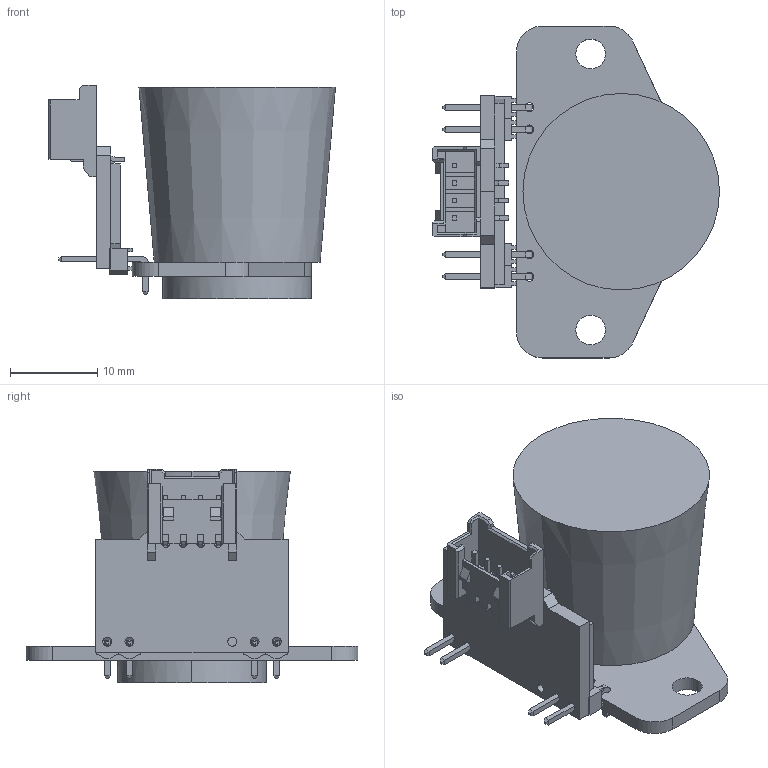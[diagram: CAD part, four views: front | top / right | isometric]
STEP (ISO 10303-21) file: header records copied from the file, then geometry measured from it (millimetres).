
FILE_DESCRIPTION (( 'STEP AP214' ), '1' );
FILE_NAME ('BeaconDAssemblyMolexRightFinal.STEP', '2023-02-21T22:55:40', ( '' ), ( '' ), 'SwSTEP 2.0', 'SolidWorks 2022', '' );
FILE_SCHEMA (( 'AUTOMOTIVE_DESIGN' ));
Length unit declared in the file: millimetre
Products named in the file (10): 353630460_RGB8421504-Part-2; Free-Models; BeaconDAssembly_Controller_PCB; 353630460_RGB8421504; T-1S6-08-TSW-1-08-1-RA-S; BeaconDAssembly_Coil_PCB; BeaconDAssemblyMolexRightFinal; TSW-101-08-G-S-RA_body; TSW-101-08-G-S-RA; 353630460_RGB8421504-Part-1
Assembly tree (11 placements, depth 4):
  BeaconDAssemblyMolexRightFinal
    Free-Models
      353630460_RGB8421504
        353630460_RGB8421504-Part-2
      TSW-101-08-G-S-RA  x4
        TSW-101-08-G-S-RA_body
        T-1S6-08-TSW-1-08-1-RA-S
    BeaconDAssembly_Coil_PCB
    BeaconDAssembly_Controller_PCB
  353630460_RGB8421504-Part-1
Bounding box: 32.85 x 38 x 24.47 mm (x, y, z)
Volume: 9331.2 mm3; surface area: 4760.4 mm2
Topology: 11 solids, 11 shells, 515 faces, 1334 edges, 860 vertices
Faces by surface type: plane 451, cylinder 62, cone 2
Entity records: 10863 total; most frequent: CARTESIAN_POINT 1822, ORIENTED_EDGE 1684, DIRECTION 1612, EDGE_CURVE 842, LINE 712, VECTOR 712, VERTEX_POINT 548, AXIS2_PLACEMENT_3D 450
